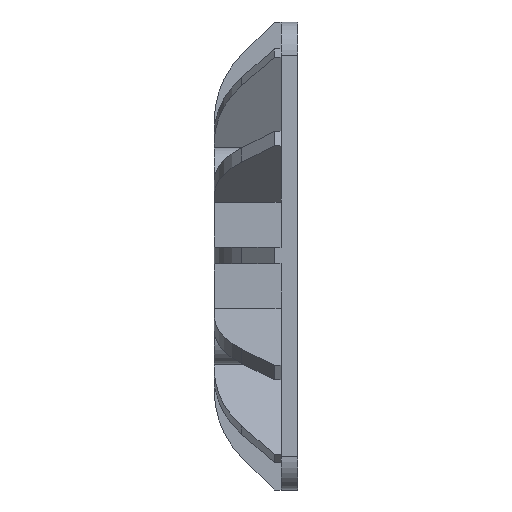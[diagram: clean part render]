
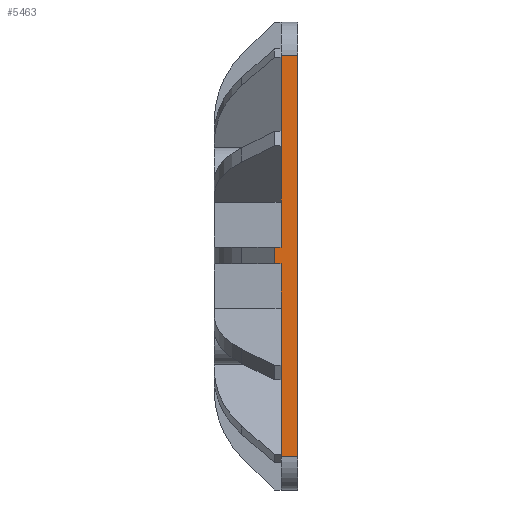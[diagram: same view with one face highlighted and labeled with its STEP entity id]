
A CAD part, left-side view. The second image highlights one B-rep face of the part: STEP entity #5463.
In plain terms, the highlighted planar face has unit normal (-1, 0, 0).
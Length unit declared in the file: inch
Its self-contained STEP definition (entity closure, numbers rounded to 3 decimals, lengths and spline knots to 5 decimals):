
#14 = VERTEX_POINT ( 'NONE', #376 ) ;
#56 = DIRECTION ( 'NONE',  ( 0., -1., 0. ) ) ;
#144 = PLANE ( 'NONE',  #5077 ) ;
#376 = CARTESIAN_POINT ( 'NONE',  ( 0., 0.25, 0.5 ) ) ;
#528 = LINE ( 'NONE', #7573, #3908 ) ;
#584 = EDGE_CURVE ( 'NONE', #8323, #3741, #4570, .T. ) ;
#965 = CARTESIAN_POINT ( 'NONE',  ( 0., 0.25, 0. ) ) ;
#992 = CARTESIAN_POINT ( 'NONE',  ( 0., 0.35, 3.38175 ) ) ;
#1109 = VERTEX_POINT ( 'NONE', #992 ) ;
#1519 = CARTESIAN_POINT ( 'NONE',  ( 0., 0.25, 0.5 ) ) ;
#1524 = CARTESIAN_POINT ( 'NONE',  ( 0., 0., 0. ) ) ;
#1609 = DIRECTION ( 'NONE',  ( 0., 0., -1. ) ) ;
#1680 = EDGE_CURVE ( 'NONE', #8323, #1109, #528, .T. ) ;
#1755 = CARTESIAN_POINT ( 'NONE',  ( 0., 0.25, 6.5 ) ) ;
#1761 = VECTOR ( 'NONE', #5140, 39.37008 ) ;
#2149 = VERTEX_POINT ( 'NONE', #9215 ) ;
#2334 = LINE ( 'NONE', #8476, #5695 ) ;
#2339 = VERTEX_POINT ( 'NONE', #9012 ) ;
#2614 = LINE ( 'NONE', #4983, #2833 ) ;
#2777 = EDGE_CURVE ( 'NONE', #1109, #8851, #2614, .T. ) ;
#2833 = VECTOR ( 'NONE', #9280, 39.37008 ) ;
#2905 = EDGE_CURVE ( 'NONE', #14, #2339, #8858, .T. ) ;
#3009 = LINE ( 'NONE', #1524, #1761 ) ;
#3741 = VERTEX_POINT ( 'NONE', #6127 ) ;
#3860 = ORIENTED_EDGE ( 'NONE', *, *, #4219, .F. ) ;
#3890 = DIRECTION ( 'NONE',  ( 0., 1., 0. ) ) ;
#3908 = VECTOR ( 'NONE', #8357, 39.37008 ) ;
#4204 = DIRECTION ( 'NONE',  ( 0., 0., 1. ) ) ;
#4219 = EDGE_CURVE ( 'NONE', #3741, #2149, #2334, .T. ) ;
#4269 = ORIENTED_EDGE ( 'NONE', *, *, #584, .F. ) ;
#4464 = CARTESIAN_POINT ( 'NONE',  ( 0., 0.35, 3.63175 ) ) ;
#4570 = LINE ( 'NONE', #4668, #6693 ) ;
#4648 = VERTEX_POINT ( 'NONE', #6134 ) ;
#4668 = CARTESIAN_POINT ( 'NONE',  ( 0., 3.55832, 3.63175 ) ) ;
#4746 = EDGE_LOOP ( 'NONE', ( #7929, #6434, #3860, #4269, #5122, #6944, #5652, #6842 ) ) ;
#4862 = VECTOR ( 'NONE', #5288, 39.37008 ) ;
#4983 = CARTESIAN_POINT ( 'NONE',  ( 0., 3.55832, 3.38175 ) ) ;
#5077 = AXIS2_PLACEMENT_3D ( 'NONE', #5895, #5924, #1609 ) ;
#5122 = ORIENTED_EDGE ( 'NONE', *, *, #1680, .T. ) ;
#5140 = DIRECTION ( 'NONE',  ( 0., 0., 1. ) ) ;
#5255 = LINE ( 'NONE', #1755, #7819 ) ;
#5288 = DIRECTION ( 'NONE',  ( 0., 0., 1. ) ) ;
#5384 = DIRECTION ( 'NONE',  ( 0., -1., 0. ) ) ;
#5463 = ADVANCED_FACE ( 'NONE', ( #7091 ), #144, .F. ) ;
#5537 = EDGE_CURVE ( 'NONE', #14, #8851, #7979, .T. ) ;
#5652 = ORIENTED_EDGE ( 'NONE', *, *, #5537, .F. ) ;
#5695 = VECTOR ( 'NONE', #4204, 39.37008 ) ;
#5895 = CARTESIAN_POINT ( 'NONE',  ( 0., 0.25, 0. ) ) ;
#5924 = DIRECTION ( 'NONE',  ( 1., 0., 0. ) ) ;
#6127 = CARTESIAN_POINT ( 'NONE',  ( 0., 0.25, 3.63175 ) ) ;
#6134 = CARTESIAN_POINT ( 'NONE',  ( 0., 0., 6.5 ) ) ;
#6434 = ORIENTED_EDGE ( 'NONE', *, *, #7187, .T. ) ;
#6575 = EDGE_CURVE ( 'NONE', #2339, #4648, #3009, .T. ) ;
#6693 = VECTOR ( 'NONE', #5384, 39.37008 ) ;
#6754 = VECTOR ( 'NONE', #56, 39.37008 ) ;
#6842 = ORIENTED_EDGE ( 'NONE', *, *, #2905, .T. ) ;
#6944 = ORIENTED_EDGE ( 'NONE', *, *, #2777, .T. ) ;
#7091 = FACE_OUTER_BOUND ( 'NONE', #4746, .T. ) ;
#7187 = EDGE_CURVE ( 'NONE', #4648, #2149, #5255, .T. ) ;
#7303 = CARTESIAN_POINT ( 'NONE',  ( 0., 0.25, 3.38175 ) ) ;
#7573 = CARTESIAN_POINT ( 'NONE',  ( 0., 0.35, 3.38175 ) ) ;
#7819 = VECTOR ( 'NONE', #3890, 39.37008 ) ;
#7929 = ORIENTED_EDGE ( 'NONE', *, *, #6575, .T. ) ;
#7979 = LINE ( 'NONE', #965, #4862 ) ;
#8323 = VERTEX_POINT ( 'NONE', #4464 ) ;
#8357 = DIRECTION ( 'NONE',  ( 0., 0., -1. ) ) ;
#8476 = CARTESIAN_POINT ( 'NONE',  ( 0., 0.25, 0. ) ) ;
#8851 = VERTEX_POINT ( 'NONE', #7303 ) ;
#8858 = LINE ( 'NONE', #1519, #6754 ) ;
#9012 = CARTESIAN_POINT ( 'NONE',  ( 0., 0., 0.5 ) ) ;
#9215 = CARTESIAN_POINT ( 'NONE',  ( 0., 0.25, 6.5 ) ) ;
#9280 = DIRECTION ( 'NONE',  ( 0., -1., 0. ) ) ;
